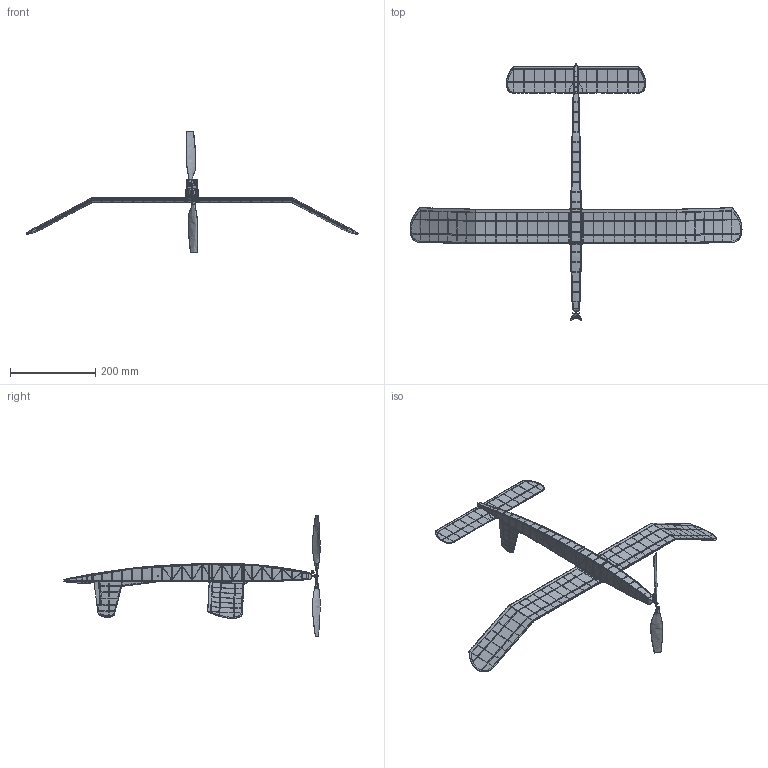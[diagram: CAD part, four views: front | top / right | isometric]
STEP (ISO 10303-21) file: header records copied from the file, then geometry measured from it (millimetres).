
FILE_DESCRIPTION(('FreeCAD Model'),'2;1');
FILE_NAME('Open CASCADE Shape Model','2025-04-27T01:18:41',('FreeCAD'),( 'FreeCAD'),'Open CASCADE STEP processor 7.6','FreeCAD','Unknown');
FILE_SCHEMA(('AUTOMOTIVE_DESIGN { 1 0 10303 214 1 1 1 1 }'));
Products named in the file (1): Open CASCADE STEP translator 7.6 1
Bounding box: 777.42 x 600.38 x 284.77 mm (x, y, z)
Surface area: 427321 mm2 (no closed solid volume)
Topology: 0 solids, 28 shells, 4339 faces, 12915 edges, 8451 vertices
Faces by surface type: bspline 4339
Entity records: 293697 total; most frequent: CARTESIAN_POINT 218949, ORIENTED_EDGE 25786, EDGE_CURVE 12895, B_SPLINE_CURVE_WITH_KNOTS 10909, VERTEX_POINT 8451, FACE_BOUND 4648, EDGE_LOOP 4648, ADVANCED_FACE 4339
